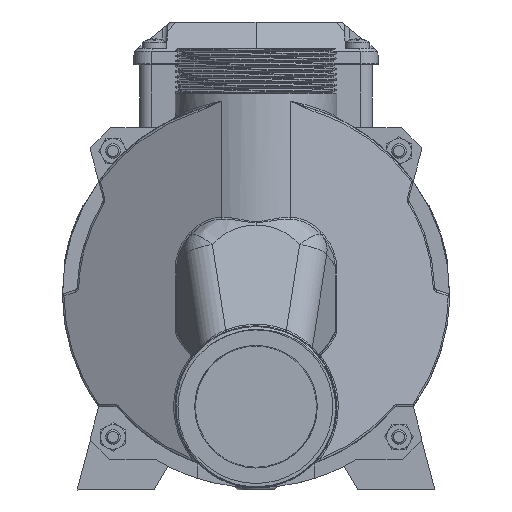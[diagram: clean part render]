
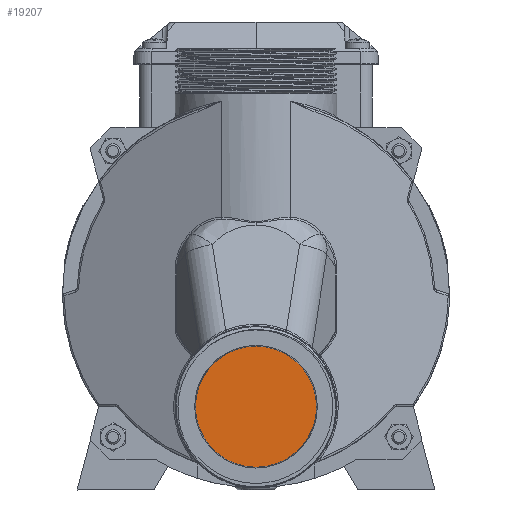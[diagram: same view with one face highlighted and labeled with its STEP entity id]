
A CAD part, left-side view. The second image highlights one B-rep face of the part: STEP entity #19207.
In plain terms, the highlighted planar face has unit normal (-1, 0, 0).
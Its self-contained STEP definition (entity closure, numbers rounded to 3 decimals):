
#19168=CARTESIAN_POINT('',(-97.636,-24.716,-46.));
#19169=VERTEX_POINT('',#19168);
#19170=CARTESIAN_POINT('',(-97.636,24.716,-46.));
#19171=VERTEX_POINT('',#19170);
#19172=CARTESIAN_POINT('',(-97.636,0.,-46.));
#19173=DIRECTION('',(1.0,0.,0.));
#19174=DIRECTION('',(0.0,-1.0,0.));
#19175=AXIS2_PLACEMENT_3D('',#19172,#19173,#19174);
#19176=CIRCLE('',#19175,24.716);
#19177=EDGE_CURVE('',#19169,#19171,#19176,.T.);
#19179=CARTESIAN_POINT('',(-97.636,0.,-46.));
#19180=DIRECTION('',(1.0,0.,0.));
#19181=DIRECTION('',(0.0,-1.0,0.));
#19182=AXIS2_PLACEMENT_3D('',#19179,#19180,#19181);
#19183=CIRCLE('',#19182,24.716);
#19184=EDGE_CURVE('',#19171,#19169,#19183,.T.);
#19198=CARTESIAN_POINT('',(-97.636,60.,-250.908));
#19199=DIRECTION('',(1.0,0.0,0.0));
#19200=DIRECTION('',(0.0,0.0,1.0));
#19201=AXIS2_PLACEMENT_3D('',#19198,#19199,#19200);
#19202=PLANE('',#19201);
#19203=ORIENTED_EDGE('',*,*,#19184,.F.);
#19204=ORIENTED_EDGE('',*,*,#19177,.F.);
#19205=EDGE_LOOP('',(#19203,#19204));
#19206=FACE_OUTER_BOUND('',#19205,.T.);
#19207=ADVANCED_FACE('',(#19206),#19202,.F.);
